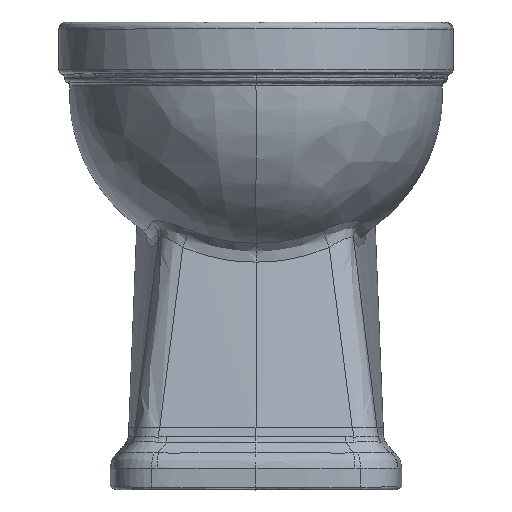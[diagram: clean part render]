
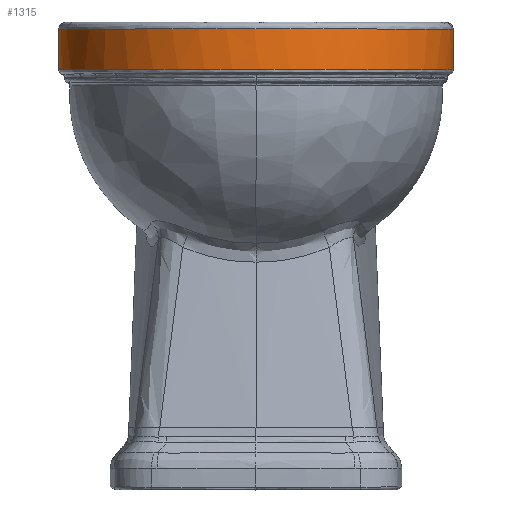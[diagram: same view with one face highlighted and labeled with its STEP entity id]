
A CAD part, top view. The second image highlights one B-rep face of the part: STEP entity #1315.
In plain terms, the highlighted face is a extrusion surface.
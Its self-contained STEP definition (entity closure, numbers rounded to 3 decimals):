
#451=SURFACE_OF_LINEAR_EXTRUSION('',#465,#654);
#465=(
BOUNDED_CURVE()
B_SPLINE_CURVE(3,(#28184,#28185,#28186,#28187,#28188,#28189,#28190),
 .UNSPECIFIED.,.T.,.F.)
B_SPLINE_CURVE_WITH_KNOTS((4,3,4),(0.,0.5,1.),.UNSPECIFIED.)
CURVE()
GEOMETRIC_REPRESENTATION_ITEM()
RATIONAL_B_SPLINE_CURVE((1.,0.333,0.333,1.,0.333,
0.333,1.))
REPRESENTATION_ITEM('')
);
#521=LINE('',#28054,#651);
#523=LINE('',#28140,#653);
#651=VECTOR('',#11037,1.);
#653=VECTOR('',#11043,1.);
#654=VECTOR('',#11044,1.);
#1315=ADVANCED_FACE('',(#2128),#451,.T.);
#2128=FACE_OUTER_BOUND('',#2817,.T.);
#2817=EDGE_LOOP('',(#3669,#3670,#3671,#3672));
#3669=ORIENTED_EDGE('',*,*,#7892,.F.);
#3670=ORIENTED_EDGE('',*,*,#7900,.T.);
#3671=ORIENTED_EDGE('',*,*,#7901,.F.);
#3672=ORIENTED_EDGE('',*,*,#7902,.T.);
#6923=VERTEX_POINT('',#28053);
#6924=VERTEX_POINT('',#28055);
#6930=VERTEX_POINT('',#28139);
#6931=VERTEX_POINT('',#28141);
#7892=EDGE_CURVE('',#6923,#6924,#521,.T.);
#7900=EDGE_CURVE('',#6923,#6930,#9515,.T.);
#7901=EDGE_CURVE('',#6931,#6930,#523,.T.);
#7902=EDGE_CURVE('',#6931,#6924,#9516,.T.);
#9515=B_SPLINE_CURVE_WITH_KNOTS('',3,(#28095,#28096,#28097,#28098,#28099,
#28100,#28101,#28102,#28103,#28104,#28105,#28106,#28107,#28108,#28109,#28110,
#28111,#28112,#28113,#28114,#28115,#28116,#28117,#28118,#28119,#28120,#28121,
#28122,#28123,#28124,#28125,#28126,#28127,#28128,#28129,#28130,#28131,#28132,
#28133,#28134,#28135,#28136,#28137,#28138),.UNSPECIFIED.,.F.,.F.,(4,2,2,
2,2,2,2,2,2,2,2,2,2,2,2,2,2,2,2,2,2,4),(0.,0.062,0.094,
0.125,0.188,0.25,0.313,0.344,0.375,0.438,0.5,0.531,0.563,
0.625,0.656,0.688,0.75,0.813,0.844,0.875,0.938,1.),.UNSPECIFIED.);
#9516=B_SPLINE_CURVE_WITH_KNOTS('',3,(#28142,#28143,#28144,#28145,#28146,
#28147,#28148,#28149,#28150,#28151,#28152,#28153,#28154,#28155,#28156,#28157,
#28158,#28159,#28160,#28161,#28162,#28163,#28164,#28165,#28166,#28167,#28168,
#28169,#28170,#28171,#28172,#28173,#28174,#28175,#28176,#28177,#28178,#28179,
#28180,#28181,#28182,#28183),.UNSPECIFIED.,.F.,.F.,(4,2,2,2,2,2,2,2,2,2,
2,2,2,2,2,2,2,2,2,2,4),(0.,0.063,0.125,0.156,0.188,0.25,
0.312,0.344,0.375,0.437,
0.469,0.5,0.562,0.625,
0.656,0.687,0.75,0.812,
0.875,0.938,1.),.UNSPECIFIED.);
#11037=DIRECTION('',(0.,-1.,0.));
#11043=DIRECTION('',(0.,1.,0.));
#11044=DIRECTION('',(0.,1.,0.));
#28053=CARTESIAN_POINT('',(170.52,-48.,396.954));
#28054=CARTESIAN_POINT('',(170.52,-87.,396.954));
#28055=CARTESIAN_POINT('',(170.52,-82.972,396.954));
#28095=CARTESIAN_POINT('',(170.52,-48.,396.954));
#28096=CARTESIAN_POINT('',(170.52,-48.,408.407));
#28097=CARTESIAN_POINT('',(169.455,-48.,419.68));
#28098=CARTESIAN_POINT('',(166.319,-48.,436.33));
#28099=CARTESIAN_POINT('',(165.016,-48.,441.836));
#28100=CARTESIAN_POINT('',(161.881,-48.,452.76));
#28101=CARTESIAN_POINT('',(160.037,-48.,458.205));
#28102=CARTESIAN_POINT('',(153.796,-48.,474.101));
#28103=CARTESIAN_POINT('',(148.693,-48.,484.178));
#28104=CARTESIAN_POINT('',(136.609,-48.,503.293));
#28105=CARTESIAN_POINT('',(129.533,-48.,512.415));
#28106=CARTESIAN_POINT('',(113.95,-48.,528.875));
#28107=CARTESIAN_POINT('',(105.432,-48.,536.277));
#28108=CARTESIAN_POINT('',(91.54,-48.,546.106));
#28109=CARTESIAN_POINT('',(86.692,-48.,549.184));
#28110=CARTESIAN_POINT('',(76.762,-48.,554.802));
#28111=CARTESIAN_POINT('',(71.692,-48.,557.339));
#28112=CARTESIAN_POINT('',(56.171,-48.,564.15));
#28113=CARTESIAN_POINT('',(45.414,-48.,567.634));
#28114=CARTESIAN_POINT('',(23.041,-48.,572.383));
#28115=CARTESIAN_POINT('',(11.585,-48.,573.596));
#28116=CARTESIAN_POINT('',(-5.611,-48.,573.608));
#28117=CARTESIAN_POINT('',(-11.322,-48.,573.314));
#28118=CARTESIAN_POINT('',(-22.699,-48.,572.132));
#28119=CARTESIAN_POINT('',(-28.376,-48.,571.24));
#28120=CARTESIAN_POINT('',(-45.061,-48.,567.73));
#28121=CARTESIAN_POINT('',(-55.818,-48.,564.281));
#28122=CARTESIAN_POINT('',(-71.413,-48.,557.473));
#28123=CARTESIAN_POINT('',(-76.547,-48.,554.914));
#28124=CARTESIAN_POINT('',(-86.494,-48.,549.305));
#28125=CARTESIAN_POINT('',(-91.29,-48.,546.269));
#28126=CARTESIAN_POINT('',(-105.16,-48.,536.494));
#28127=CARTESIAN_POINT('',(-113.726,-48.,529.092));
#28128=CARTESIAN_POINT('',(-129.476,-48.,512.495));
#28129=CARTESIAN_POINT('',(-136.449,-48.,503.513));
#28130=CARTESIAN_POINT('',(-145.534,-48.,489.19));
#28131=CARTESIAN_POINT('',(-148.338,-48.,484.266));
#28132=CARTESIAN_POINT('',(-153.491,-48.,474.118));
#28133=CARTESIAN_POINT('',(-155.846,-48.,468.872));
#28134=CARTESIAN_POINT('',(-162.089,-48.,452.992));
#28135=CARTESIAN_POINT('',(-165.213,-48.,442.13));
#28136=CARTESIAN_POINT('',(-169.434,-48.,419.867));
#28137=CARTESIAN_POINT('',(-170.52,-48.,408.408));
#28138=CARTESIAN_POINT('',(-170.52,-48.,396.954));
#28139=CARTESIAN_POINT('',(-170.52,-48.,396.954));
#28140=CARTESIAN_POINT('',(-170.52,-87.,396.954));
#28141=CARTESIAN_POINT('',(-170.52,-82.972,396.954));
#28142=CARTESIAN_POINT('',(-170.52,-82.972,396.954));
#28143=CARTESIAN_POINT('',(-170.52,-82.972,408.403));
#28144=CARTESIAN_POINT('',(-169.435,-82.972,419.858));
#28145=CARTESIAN_POINT('',(-165.217,-82.972,442.113));
#28146=CARTESIAN_POINT('',(-162.095,-82.972,452.971));
#28147=CARTESIAN_POINT('',(-155.858,-82.972,468.845));
#28148=CARTESIAN_POINT('',(-153.505,-82.972,474.089));
#28149=CARTESIAN_POINT('',(-148.355,-82.972,484.235));
#28150=CARTESIAN_POINT('',(-145.554,-82.972,489.157));
#28151=CARTESIAN_POINT('',(-136.475,-82.972,503.477));
#28152=CARTESIAN_POINT('',(-129.509,-82.972,512.454));
#28153=CARTESIAN_POINT('',(-113.769,-82.972,529.052));
#28154=CARTESIAN_POINT('',(-105.209,-82.972,536.454));
#28155=CARTESIAN_POINT('',(-91.348,-82.972,546.231));
#28156=CARTESIAN_POINT('',(-86.556,-82.972,549.267));
#28157=CARTESIAN_POINT('',(-76.617,-82.972,554.878));
#28158=CARTESIAN_POINT('',(-71.485,-82.972,557.438));
#28159=CARTESIAN_POINT('',(-55.897,-82.972,564.252));
#28160=CARTESIAN_POINT('',(-45.147,-82.972,567.705));
#28161=CARTESIAN_POINT('',(-28.472,-82.972,571.223));
#28162=CARTESIAN_POINT('',(-22.798,-82.972,572.118));
#28163=CARTESIAN_POINT('',(-11.426,-82.972,573.306));
#28164=CARTESIAN_POINT('',(-5.718,-82.972,573.604));
#28165=CARTESIAN_POINT('',(11.472,-82.972,573.603));
#28166=CARTESIAN_POINT('',(22.852,-82.972,572.41));
#28167=CARTESIAN_POINT('',(45.228,-82.972,567.687));
#28168=CARTESIAN_POINT('',(55.985,-82.972,564.217));
#28169=CARTESIAN_POINT('',(71.507,-82.972,557.427));
#28170=CARTESIAN_POINT('',(76.578,-82.972,554.898));
#28171=CARTESIAN_POINT('',(86.508,-82.972,549.296));
#28172=CARTESIAN_POINT('',(91.359,-82.972,546.224));
#28173=CARTESIAN_POINT('',(105.261,-82.972,536.415));
#28174=CARTESIAN_POINT('',(113.785,-82.972,529.027));
#28175=CARTESIAN_POINT('',(129.382,-82.972,512.597));
#28176=CARTESIAN_POINT('',(136.468,-82.972,503.487));
#28177=CARTESIAN_POINT('',(148.574,-82.972,484.394));
#28178=CARTESIAN_POINT('',(153.689,-82.972,474.329));
#28179=CARTESIAN_POINT('',(162.035,-82.972,453.158));
#28180=CARTESIAN_POINT('',(165.237,-82.972,442.045));
#28181=CARTESIAN_POINT('',(169.456,-82.972,419.71));
#28182=CARTESIAN_POINT('',(170.52,-82.972,408.403));
#28183=CARTESIAN_POINT('',(170.52,-82.972,396.954));
#28184=CARTESIAN_POINT('',(0.,-87.,573.604));
#28185=CARTESIAN_POINT('',(341.04,-87.,573.604));
#28186=CARTESIAN_POINT('',(341.04,-87.,220.305));
#28187=CARTESIAN_POINT('',(0.,-87.,220.305));
#28188=CARTESIAN_POINT('',(-341.04,-87.,220.305));
#28189=CARTESIAN_POINT('',(-341.04,-87.,573.604));
#28190=CARTESIAN_POINT('',(0.,-87.,573.604));
